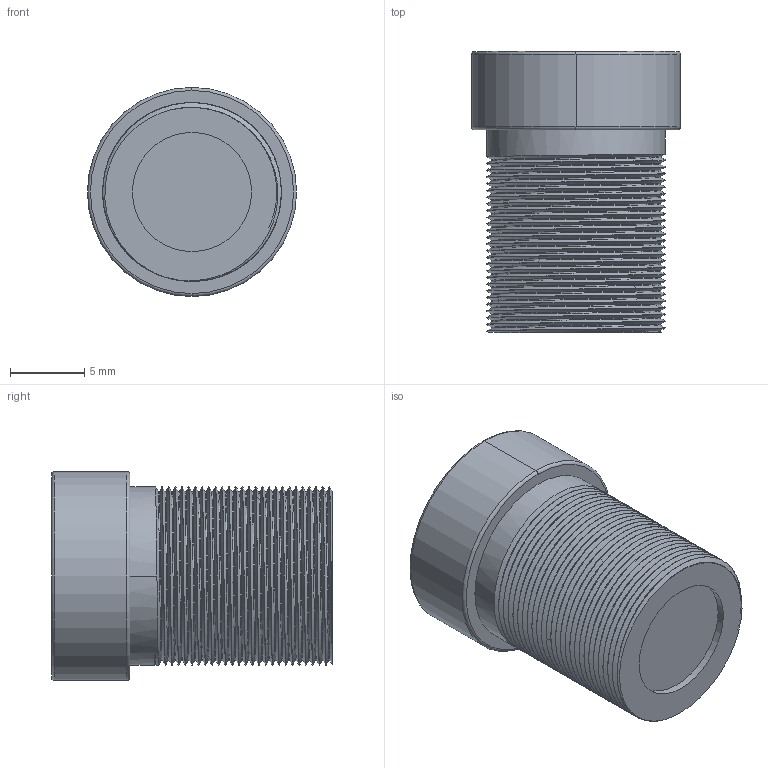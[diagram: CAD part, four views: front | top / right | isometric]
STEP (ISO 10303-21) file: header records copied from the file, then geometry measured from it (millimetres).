
FILE_DESCRIPTION((''),'2;1');
FILE_NAME('LK011','2021-04-23T14:07:15',('Arducam'),(''),'CREO PARAMETRIC BY PTC INC, 2019080','CREO PARAMETRIC BY PTC INC, 2019080','');
FILE_SCHEMA(('AUTOMOTIVE_DESIGN { 1 0 10303 214 1 1 1 1 }'));
Length unit declared in the file: millimetre
Products named in the file (1): LK011
Bounding box: 14.04 x 18.86 x 14.04 mm (x, y, z)
Volume: 1494.7 mm3; surface area: 1884.6 mm2
Topology: 1 solids, 2 shells, 97 faces, 253 edges, 161 vertices
Faces by surface type: cylinder 59, bspline 23, plane 6, torus 4, cone 3, sphere 2
Entity records: 14132 total; most frequent: CARTESIAN_POINT 11363, ORIENTED_EDGE 502, DIRECTION 285, EDGE_CURVE 251, VERTEX_POINT 161, B_SPLINE_CURVE_WITH_KNOTS 145, AXIS2_PLACEMENT_3D 105, EDGE_LOOP 100
